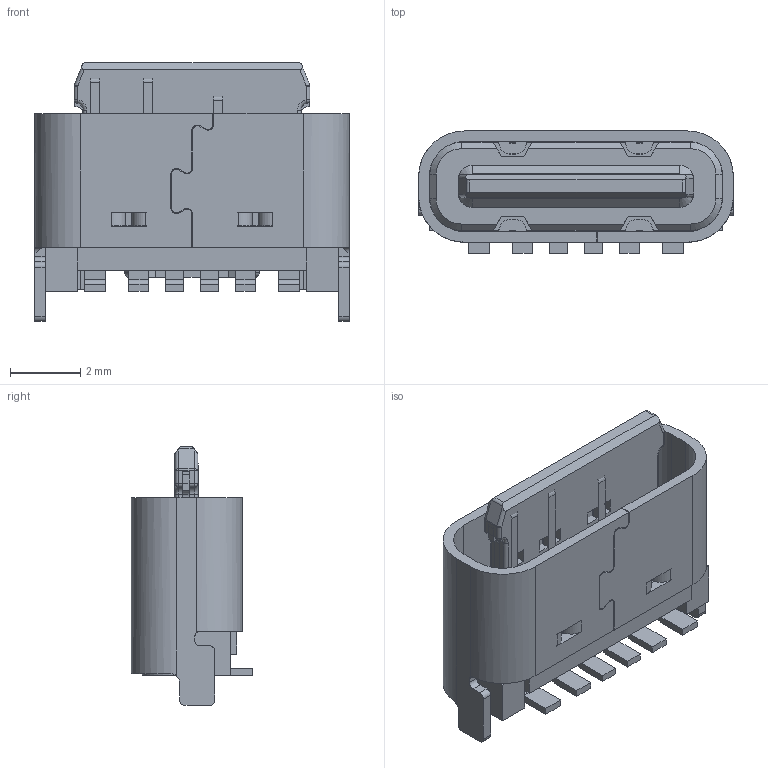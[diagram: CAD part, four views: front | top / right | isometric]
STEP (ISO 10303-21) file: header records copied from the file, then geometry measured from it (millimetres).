
FILE_DESCRIPTION (( 'STEP AP203' ), '1' );
FILE_NAME ('TYPE-C-6PIN蕾宒泂啣5.0.STEP', '2024-07-30T10:56:08', ( '' ), ( '' ), 'SwSTEP 2.0', 'SolidWorks 2021', '' );
FILE_SCHEMA (( 'CONFIG_CONTROL_DESIGN' ));
Length unit declared in the file: millimetre
Products named in the file (1): TYPE-C-6PIN蕾宒泂啣5.0
Bounding box: 8.94 x 3.46 x 7.35 mm (x, y, z)
Volume: 87 mm3; surface area: 457.1 mm2
Topology: 8 solids, 8 shells, 649 faces, 1864 edges, 1216 vertices
Faces by surface type: plane 435, cylinder 192, cone 10, sphere 8, torus 4
Entity records: 21299 total; most frequent: CARTESIAN_POINT 3910, ORIENTED_EDGE 3716, DIRECTION 3512, EDGE_CURVE 1858, LINE 1436, VECTOR 1436, VERTEX_POINT 1214, AXIS2_PLACEMENT_3D 1038
